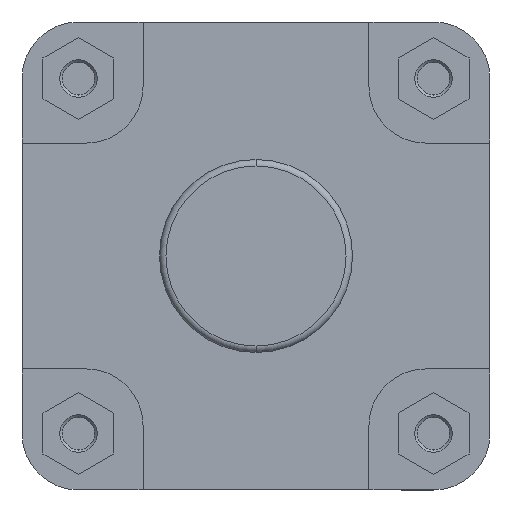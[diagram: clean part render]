
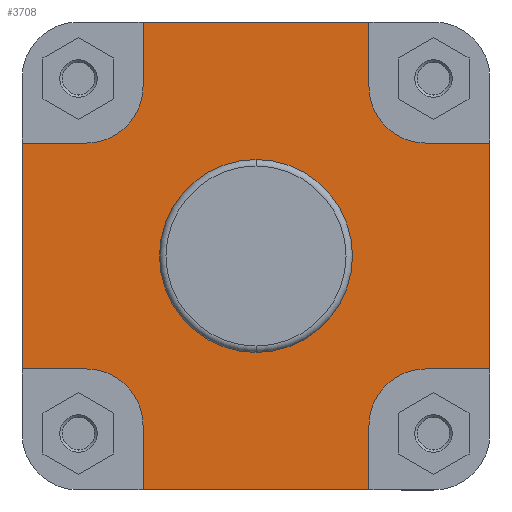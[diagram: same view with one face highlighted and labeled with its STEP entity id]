
A CAD part, left-side view. The second image highlights one B-rep face of the part: STEP entity #3708.
In plain terms, the highlighted planar face has unit normal (-1, 0, 0).
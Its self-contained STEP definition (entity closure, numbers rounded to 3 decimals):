
#214 = VERTEX_POINT ( 'NONE', #665 ) ;
#253 = VERTEX_POINT ( 'NONE', #704 ) ;
#286 = VERTEX_POINT ( 'NONE', #737 ) ;
#299 = VERTEX_POINT ( 'NONE', #750 ) ;
#304 = VERTEX_POINT ( 'NONE', #755 ) ;
#313 = VERTEX_POINT ( 'NONE', #764 ) ;
#347 = VERTEX_POINT ( 'NONE', #798 ) ;
#350 = VERTEX_POINT ( 'NONE', #801 ) ;
#351 = VERTEX_POINT ( 'NONE', #802 ) ;
#352 = VERTEX_POINT ( 'NONE', #803 ) ;
#356 = VERTEX_POINT ( 'NONE', #807 ) ;
#380 = VERTEX_POINT ( 'NONE', #831 ) ;
#387 = VERTEX_POINT ( 'NONE', #838 ) ;
#392 = VERTEX_POINT ( 'NONE', #843 ) ;
#404 = VERTEX_POINT ( 'NONE', #855 ) ;
#415 = VERTEX_POINT ( 'NONE', #866 ) ;
#417 = VERTEX_POINT ( 'NONE', #868 ) ;
#426 = VERTEX_POINT ( 'NONE', #877 ) ;
#665 = CARTESIAN_POINT ( 'NONE',  ( 46., 35., 52.5 ) ) ;
#704 = CARTESIAN_POINT ( 'NONE',  ( 46., -52.5, -35. ) ) ;
#737 = CARTESIAN_POINT ( 'NONE',  ( 46., -52.5, 35. ) ) ;
#750 = CARTESIAN_POINT ( 'NONE',  ( 46., -35., -52.5 ) ) ;
#755 = CARTESIAN_POINT ( 'NONE',  ( 46., 35., -72.5 ) ) ;
#764 = CARTESIAN_POINT ( 'NONE',  ( 46., -35., 52.5 ) ) ;
#798 = CARTESIAN_POINT ( 'NONE',  ( 46., 35., -52.5 ) ) ;
#801 = CARTESIAN_POINT ( 'NONE',  ( 46., 35., 72.5 ) ) ;
#802 = CARTESIAN_POINT ( 'NONE',  ( 46., -72.5, -35. ) ) ;
#803 = CARTESIAN_POINT ( 'NONE',  ( 46., 0., 29.9 ) ) ;
#807 = CARTESIAN_POINT ( 'NONE',  ( 46., -35., 72.5 ) ) ;
#831 = CARTESIAN_POINT ( 'NONE',  ( 46., -35., -72.5 ) ) ;
#838 = CARTESIAN_POINT ( 'NONE',  ( 46., 0., -29.9 ) ) ;
#843 = CARTESIAN_POINT ( 'NONE',  ( 46., 72.5, -35. ) ) ;
#855 = CARTESIAN_POINT ( 'NONE',  ( 46., 52.5, 35. ) ) ;
#866 = CARTESIAN_POINT ( 'NONE',  ( 46., 52.5, -35. ) ) ;
#868 = CARTESIAN_POINT ( 'NONE',  ( 46., 72.5, 35. ) ) ;
#877 = CARTESIAN_POINT ( 'NONE',  ( 46., -72.5, 35. ) ) ;
#1045 = CARTESIAN_POINT ( 'NONE',  ( 46., 0., 0. ) ) ;
#1051 = DIRECTION ( 'NONE',  ( -1., 0., 0. ) ) ;
#1052 = DIRECTION ( 'NONE',  ( 0., 0., 1. ) ) ;
#1102 = CARTESIAN_POINT ( 'NONE',  ( 46., 35., 52.5 ) ) ;
#1109 = DIRECTION ( 'NONE',  ( 0., 0., 1. ) ) ;
#1142 = CARTESIAN_POINT ( 'NONE',  ( 46., 72.5, 0. ) ) ;
#1144 = CARTESIAN_POINT ( 'NONE',  ( 46., 72.5, 35. ) ) ;
#1145 = DIRECTION ( 'NONE',  ( 0., 0., 1. ) ) ;
#1146 = CARTESIAN_POINT ( 'NONE',  ( 46., 52.5, -35. ) ) ;
#1147 = DIRECTION ( 'NONE',  ( 0., 1., 0. ) ) ;
#1148 = CARTESIAN_POINT ( 'NONE',  ( 46., -52.5, 35. ) ) ;
#1149 = DIRECTION ( 'NONE',  ( 0., -1., 0. ) ) ;
#1150 = CARTESIAN_POINT ( 'NONE',  ( 46., 52.5, 52.5 ) ) ;
#1151 = DIRECTION ( 'NONE',  ( -1., 0., 0. ) ) ;
#1152 = DIRECTION ( 'NONE',  ( 0., 0., -1. ) ) ;
#1154 = DIRECTION ( 'NONE',  ( 0., -1., 0. ) ) ;
#1155 = CARTESIAN_POINT ( 'NONE',  ( 46., -35., 72.5 ) ) ;
#1156 = DIRECTION ( 'NONE',  ( 0., 0., -1. ) ) ;
#1157 = CARTESIAN_POINT ( 'NONE',  ( 46., -72.5, 0. ) ) ;
#1160 = CARTESIAN_POINT ( 'NONE',  ( 46., -52.5, 52.5 ) ) ;
#1161 = DIRECTION ( 'NONE',  ( -1., 0., 0. ) ) ;
#1162 = DIRECTION ( 'NONE',  ( 0., 0., -1. ) ) ;
#1164 = DIRECTION ( 'NONE',  ( 0., 0., 1. ) ) ;
#1166 = CARTESIAN_POINT ( 'NONE',  ( 46., -159.641, 72.5 ) ) ;
#1172 = CARTESIAN_POINT ( 'NONE',  ( 46., -72.5, -35. ) ) ;
#1173 = DIRECTION ( 'NONE',  ( 0., -1., 0. ) ) ;
#1174 = CARTESIAN_POINT ( 'NONE',  ( 46., -159.641, -72.5 ) ) ;
#1175 = DIRECTION ( 'NONE',  ( 0., -1., 0. ) ) ;
#1176 = CARTESIAN_POINT ( 'NONE',  ( 46., -35., -52.5 ) ) ;
#1177 = DIRECTION ( 'NONE',  ( 0., 0., -1. ) ) ;
#1179 = DIRECTION ( 'NONE',  ( 0., 1., 0. ) ) ;
#1180 = CARTESIAN_POINT ( 'NONE',  ( 46., -52.5, -52.5 ) ) ;
#1181 = DIRECTION ( 'NONE',  ( -1., 0., 0. ) ) ;
#1182 = DIRECTION ( 'NONE',  ( 0., 0., -1. ) ) ;
#1205 = CARTESIAN_POINT ( 'NONE',  ( 46., 35., -72.5 ) ) ;
#1206 = DIRECTION ( 'NONE',  ( 0., 0., 1. ) ) ;
#1260 = CARTESIAN_POINT ( 'NONE',  ( 46., 0., 0. ) ) ;
#1261 = DIRECTION ( 'NONE',  ( -1., 0., 0. ) ) ;
#1262 = DIRECTION ( 'NONE',  ( 0., 0., 1. ) ) ;
#1327 = CARTESIAN_POINT ( 'NONE',  ( 46., 52.5, -52.5 ) ) ;
#1329 = DIRECTION ( 'NONE',  ( -1., 0., 0. ) ) ;
#1330 = DIRECTION ( 'NONE',  ( 0., 0., -1. ) ) ;
#1362 = CARTESIAN_POINT ( 'NONE',  ( 46., 29.9, 0. ) ) ;
#1373 = PLANE ( 'NONE',  #4323 ) ;
#1374 = DIRECTION ( 'NONE',  ( 1., 0., 0. ) ) ;
#1375 = DIRECTION ( 'NONE',  ( 0., 0., -1. ) ) ;
#3430 = LINE ( 'NONE', #1205, #3431 ) ;
#3431 = VECTOR ( 'NONE', #1206, 1000. ) ;
#3575 = EDGE_CURVE ( 'NONE', #387, #352, #7302, .T. ) ;
#3600 = EDGE_CURVE ( 'NONE', #214, #350, #7177, .T. ) ;
#3616 = EDGE_CURVE ( 'NONE', #392, #417, #7231, .T. ) ;
#3617 = EDGE_CURVE ( 'NONE', #415, #392, #7235, .T. ) ;
#3618 = EDGE_CURVE ( 'NONE', #417, #404, #7273, .T. ) ;
#3619 = EDGE_CURVE ( 'NONE', #404, #214, #7262, .T. ) ;
#3620 = EDGE_CURVE ( 'NONE', #286, #426, #7263, .T. ) ;
#3621 = EDGE_CURVE ( 'NONE', #356, #313, #7267, .T. ) ;
#3623 = EDGE_CURVE ( 'NONE', #313, #286, #7252, .T. ) ;
#3624 = EDGE_CURVE ( 'NONE', #351, #426, #7253, .T. ) ;
#3628 = EDGE_CURVE ( 'NONE', #350, #356, #7246, .T. ) ;
#3629 = EDGE_CURVE ( 'NONE', #304, #380, #7244, .T. ) ;
#3630 = EDGE_CURVE ( 'NONE', #299, #380, #7247, .T. ) ;
#3631 = EDGE_CURVE ( 'NONE', #351, #253, #7242, .T. ) ;
#3632 = EDGE_CURVE ( 'NONE', #253, #299, #7228, .T. ) ;
#3643 = EDGE_CURVE ( 'NONE', #304, #347, #3430, .T. ) ;
#3665 = EDGE_CURVE ( 'NONE', #352, #387, #4755, .T. ) ;
#3694 = EDGE_CURVE ( 'NONE', #347, #415, #4808, .T. ) ;
#3708 = ADVANCED_FACE ( 'NONE', ( #4833, #4826 ), #1373, .F. ) ;
#4269 = AXIS2_PLACEMENT_3D ( 'NONE', #1045, #1051, #1052 ) ;
#4278 = AXIS2_PLACEMENT_3D ( 'NONE', #1150, #1151, #1152 ) ;
#4284 = AXIS2_PLACEMENT_3D ( 'NONE', #1160, #1161, #1162 ) ;
#4288 = AXIS2_PLACEMENT_3D ( 'NONE', #1180, #1181, #1182 ) ;
#4302 = AXIS2_PLACEMENT_3D ( 'NONE', #1260, #1261, #1262 ) ;
#4307 = AXIS2_PLACEMENT_3D ( 'NONE', #1327, #1329, #1330 ) ;
#4323 = AXIS2_PLACEMENT_3D ( 'NONE', #1362, #1374, #1375 ) ;
#4755 = CIRCLE ( 'NONE', #4302, 29.9 ) ;
#4808 = CIRCLE ( 'NONE', #4307, 17.5 ) ;
#4826 = FACE_OUTER_BOUND ( 'NONE', #7057, .T. ) ;
#4833 = FACE_BOUND ( 'NONE', #5956, .T. ) ;
#5956 = EDGE_LOOP ( 'NONE', ( #6042, #6041 ) ) ;
#6023 = ORIENTED_EDGE ( 'NONE', *, *, #3643, .F. ) ;
#6024 = ORIENTED_EDGE ( 'NONE', *, *, #3694, .F. ) ;
#6026 = ORIENTED_EDGE ( 'NONE', *, *, #3617, .F. ) ;
#6027 = ORIENTED_EDGE ( 'NONE', *, *, #3616, .F. ) ;
#6028 = ORIENTED_EDGE ( 'NONE', *, *, #3618, .F. ) ;
#6029 = ORIENTED_EDGE ( 'NONE', *, *, #3619, .F. ) ;
#6030 = ORIENTED_EDGE ( 'NONE', *, *, #3600, .F. ) ;
#6031 = ORIENTED_EDGE ( 'NONE', *, *, #3628, .F. ) ;
#6032 = ORIENTED_EDGE ( 'NONE', *, *, #3621, .F. ) ;
#6034 = ORIENTED_EDGE ( 'NONE', *, *, #3623, .F. ) ;
#6035 = ORIENTED_EDGE ( 'NONE', *, *, #3620, .F. ) ;
#6036 = ORIENTED_EDGE ( 'NONE', *, *, #3624, .T. ) ;
#6037 = ORIENTED_EDGE ( 'NONE', *, *, #3631, .F. ) ;
#6038 = ORIENTED_EDGE ( 'NONE', *, *, #3632, .F. ) ;
#6039 = ORIENTED_EDGE ( 'NONE', *, *, #3630, .F. ) ;
#6040 = ORIENTED_EDGE ( 'NONE', *, *, #3629, .T. ) ;
#6041 = ORIENTED_EDGE ( 'NONE', *, *, #3575, .F. ) ;
#6042 = ORIENTED_EDGE ( 'NONE', *, *, #3665, .F. ) ;
#7057 = EDGE_LOOP ( 'NONE', ( #6040, #6039, #6038, #6037, #6036, #6035, #6034, #6032, #6031, #6030, #6029, #6028, #6027, #6026, #6024, #6023 ) ) ;
#7177 = LINE ( 'NONE', #1102, #7192 ) ;
#7192 = VECTOR ( 'NONE', #1109, 1000. ) ;
#7226 = VECTOR ( 'NONE', #1173, 1000. ) ;
#7227 = VECTOR ( 'NONE', #1177, 1000. ) ;
#7228 = CIRCLE ( 'NONE', #4288, 17.5 ) ;
#7231 = LINE ( 'NONE', #1142, #7259 ) ;
#7234 = VECTOR ( 'NONE', #1147, 1000. ) ;
#7235 = LINE ( 'NONE', #1146, #7234 ) ;
#7236 = VECTOR ( 'NONE', #1149, 1000. ) ;
#7237 = VECTOR ( 'NONE', #1154, 1000. ) ;
#7242 = LINE ( 'NONE', #1172, #7271 ) ;
#7244 = LINE ( 'NONE', #1174, #7250 ) ;
#7246 = LINE ( 'NONE', #1166, #7226 ) ;
#7247 = LINE ( 'NONE', #1176, #7227 ) ;
#7250 = VECTOR ( 'NONE', #1175, 1000. ) ;
#7251 = VECTOR ( 'NONE', #1164, 1000. ) ;
#7252 = CIRCLE ( 'NONE', #4284, 17.5 ) ;
#7253 = LINE ( 'NONE', #1157, #7251 ) ;
#7256 = VECTOR ( 'NONE', #1156, 1000. ) ;
#7259 = VECTOR ( 'NONE', #1145, 1000. ) ;
#7262 = CIRCLE ( 'NONE', #4278, 17.5 ) ;
#7263 = LINE ( 'NONE', #1148, #7237 ) ;
#7267 = LINE ( 'NONE', #1155, #7256 ) ;
#7271 = VECTOR ( 'NONE', #1179, 1000. ) ;
#7273 = LINE ( 'NONE', #1144, #7236 ) ;
#7302 = CIRCLE ( 'NONE', #4269, 29.9 ) ;
